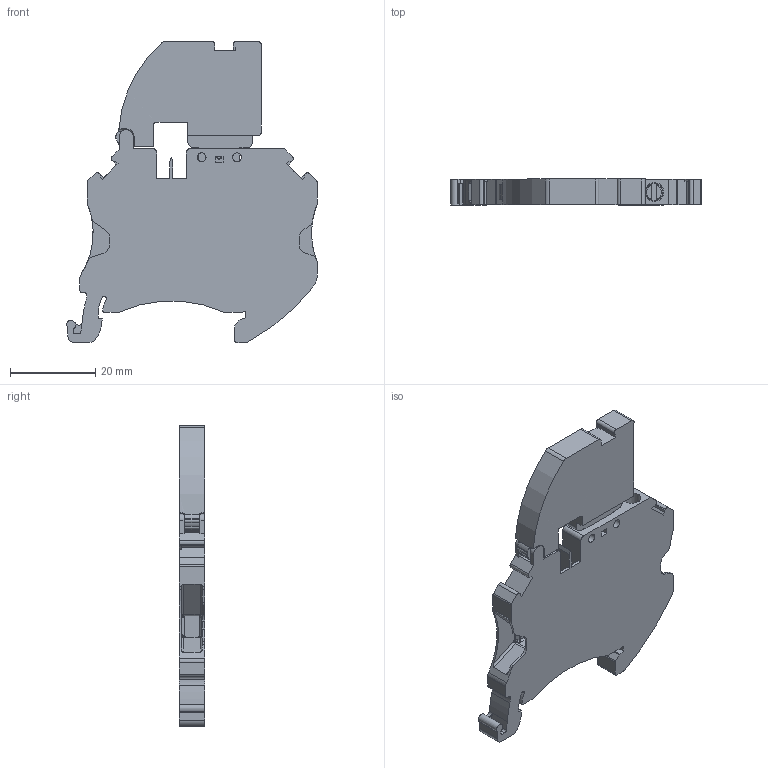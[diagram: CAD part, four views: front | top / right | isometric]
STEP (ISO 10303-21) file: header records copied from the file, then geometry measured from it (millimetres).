
FILE_DESCRIPTION(/* description */ ('Unknown'),/* implementation_level */ '2;1');
FILE_NAME(/* name */ 'TQF4_3D_SOLID',/* time_stamp */ '2021-05-28T10:50:55+05:00',/* author */ ('Unknown'),/* organization */ ('Unknown'),/* preprocessor_version */ 'ST-DEVELOPER v16.7',/* originating_system */ 'DEX',/* authorisation */ $);
FILE_SCHEMA (('AUTOMOTIVE_DESIGN {1 0 10303 214 3 1 1}'));
Length unit declared in the file: millimetre
Products named in the file (1): TQF4_3D_SOLID
Bounding box: 58.85 x 6 x 70.68 mm (x, y, z)
Volume: 14374.3 mm3; surface area: 8892.3 mm2
Topology: 1 solids, 4 shells, 403 faces, 1117 edges, 722 vertices
Faces by surface type: plane 221, cylinder 143, torus 19, bspline 12, sphere 8
Full cylindrical faces by diameter (mm): 1.5 x2, 2.1 x2, 3 x2, 3.5 x2, 4 x2, 4.4 x2
Entity records: 15690 total; most frequent: CARTESIAN_POINT 2505, DIRECTION 2176, ORIENTED_EDGE 2168, EDGE_CURVE 1084, AXIS2_PLACEMENT_3D 749, VERTEX_POINT 713, LINE 678, VECTOR 678
